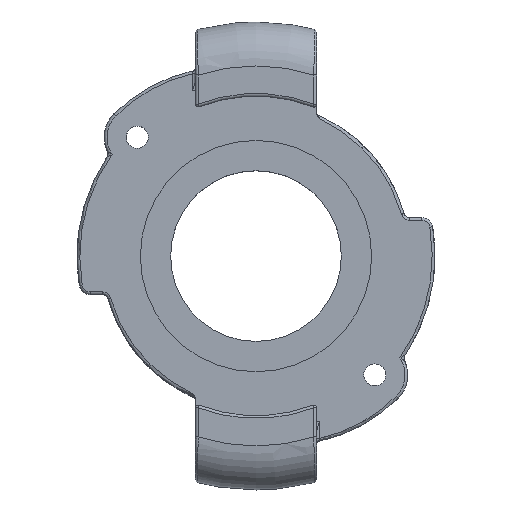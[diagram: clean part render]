
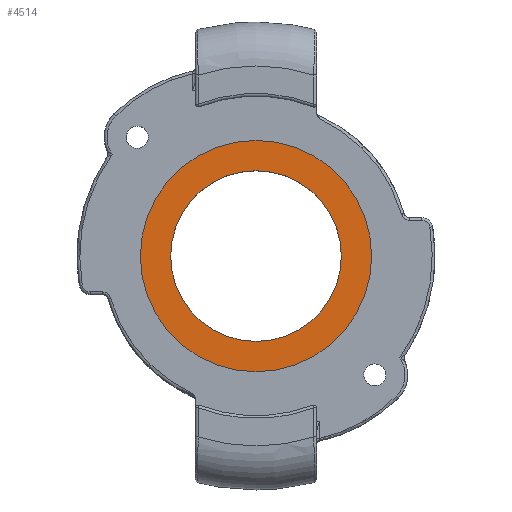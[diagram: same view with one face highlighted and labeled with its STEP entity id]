
A CAD part, top view. The second image highlights one B-rep face of the part: STEP entity #4514.
In plain terms, the highlighted face is planar.
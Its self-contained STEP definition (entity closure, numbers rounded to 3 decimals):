
#41=FACE_BOUND('',#891,.T.);
#360=PLANE('',#5085);
#616=FACE_OUTER_BOUND('',#890,.T.);
#890=EDGE_LOOP('',(#3890,#3891));
#891=EDGE_LOOP('',(#3892,#3893));
#1562=CIRCLE('',#5083,21.);
#1563=CIRCLE('',#5084,21.);
#1564=CIRCLE('',#5086,15.5);
#1565=CIRCLE('',#5087,15.5);
#1958=VERTEX_POINT('',#10460);
#1959=VERTEX_POINT('',#10461);
#1960=VERTEX_POINT('',#10466);
#1961=VERTEX_POINT('',#10467);
#2603=EDGE_CURVE('',#1958,#1959,#1562,.T.);
#2604=EDGE_CURVE('',#1959,#1958,#1563,.T.);
#2606=EDGE_CURVE('',#1960,#1961,#1564,.T.);
#2607=EDGE_CURVE('',#1961,#1960,#1565,.T.);
#3890=ORIENTED_EDGE('',*,*,#2603,.T.);
#3891=ORIENTED_EDGE('',*,*,#2604,.T.);
#3892=ORIENTED_EDGE('',*,*,#2606,.F.);
#3893=ORIENTED_EDGE('',*,*,#2607,.F.);
#4514=ADVANCED_FACE('',(#616,#41),#360,.T.);
#5083=AXIS2_PLACEMENT_3D('',#10462,#6280,#6281);
#5084=AXIS2_PLACEMENT_3D('',#10463,#6282,#6283);
#5085=AXIS2_PLACEMENT_3D('',#10465,#6285,#6286);
#5086=AXIS2_PLACEMENT_3D('',#10468,#6287,#6288);
#5087=AXIS2_PLACEMENT_3D('',#10469,#6289,#6290);
#6280=DIRECTION('center_axis',(1.,0.,0.));
#6281=DIRECTION('ref_axis',(0.,1.,0.));
#6282=DIRECTION('center_axis',(1.,0.,0.));
#6283=DIRECTION('ref_axis',(0.,1.,0.));
#6285=DIRECTION('center_axis',(1.,0.,0.));
#6286=DIRECTION('ref_axis',(0.,0.,-1.));
#6287=DIRECTION('center_axis',(1.,0.,0.));
#6288=DIRECTION('ref_axis',(0.,1.,0.));
#6289=DIRECTION('center_axis',(1.,0.,0.));
#6290=DIRECTION('ref_axis',(0.,1.,0.));
#10460=CARTESIAN_POINT('',(10.5,21.,0.));
#10461=CARTESIAN_POINT('',(10.5,-21.,0.));
#10462=CARTESIAN_POINT('Origin',(10.5,0.,0.));
#10463=CARTESIAN_POINT('Origin',(10.5,0.,0.));
#10465=CARTESIAN_POINT('Origin',(10.5,18.25,0.));
#10466=CARTESIAN_POINT('',(10.5,15.5,0.));
#10467=CARTESIAN_POINT('',(10.5,-15.5,0.));
#10468=CARTESIAN_POINT('Origin',(10.5,0.,0.));
#10469=CARTESIAN_POINT('Origin',(10.5,0.,0.));
